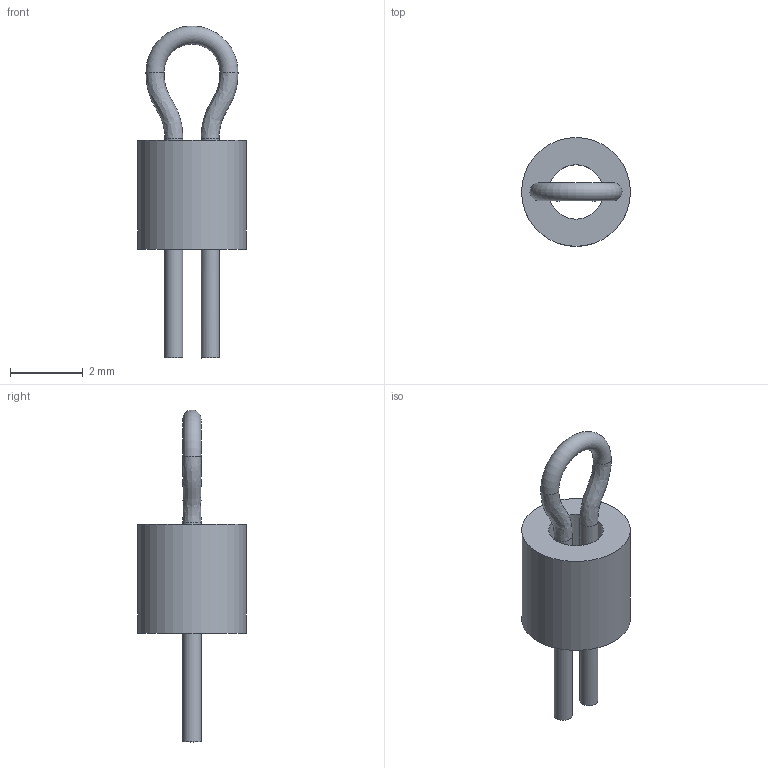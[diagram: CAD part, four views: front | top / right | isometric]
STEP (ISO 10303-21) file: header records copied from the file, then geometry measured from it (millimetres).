
FILE_DESCRIPTION(('FreeCAD Model'),'2;1');
FILE_NAME('Test_Point_Loop_D2_54mm_Drill1_5mm_Beaded_cp.step','2017-09-17T09:36:29' ,('kicad StepUp'),('ksu MCAD'),'Open CASCADE STEP processor 7.1', 'FreeCAD','Unknown');
FILE_SCHEMA(('AUTOMOTIVE_DESIGN { 1 0 10303 214 1 1 1 1 }'));
Length unit declared in the file: millimetre
Products named in the file (1): Test_Point_Loop_D2_54mm_Drill1_5mm_Beaded_cp
Bounding box: 3 x 3 x 9.15 mm (x, y, z)
Volume: 19.7 mm3; surface area: 83.5 mm2
Topology: 2 solids, 2 shells, 11 faces, 17 edges, 10 vertices
Faces by surface type: cylinder 4, plane 4, bspline 2, torus 1
Full cylindrical faces by diameter (mm): 0.5 x2, 1.5 x1, 3 x1
Entity records: 760 total; most frequent: CARTESIAN_POINT 479, DIRECTION 42, ORIENTED_EDGE 34, AXIS2_PLACEMENT_3D 19, EDGE_CURVE 17, FACE_BOUND 13, EDGE_LOOP 13, ADVANCED_FACE 11
